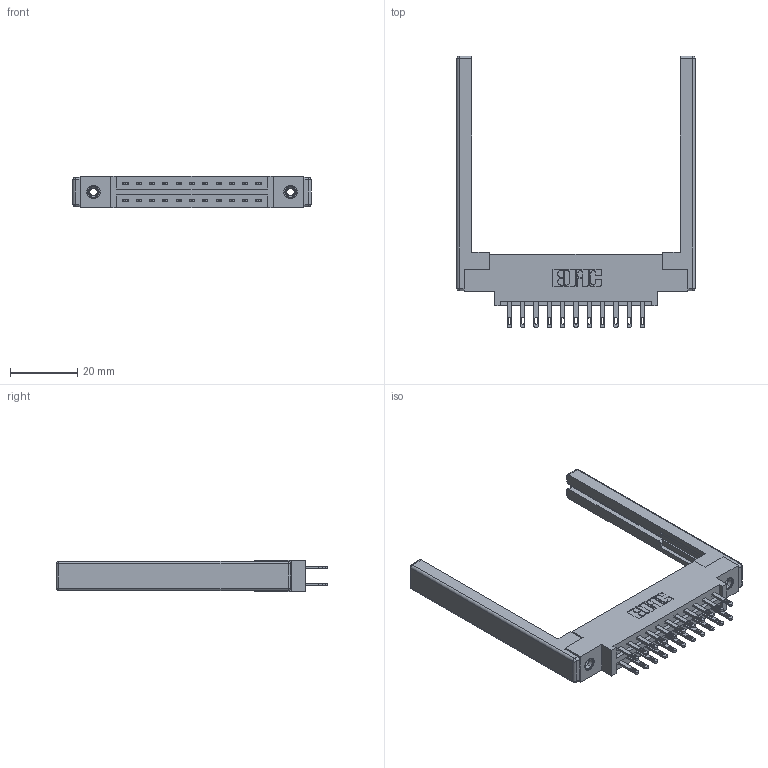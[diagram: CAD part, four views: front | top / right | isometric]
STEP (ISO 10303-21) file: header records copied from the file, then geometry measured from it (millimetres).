
FILE_DESCRIPTION (( 'STEP AP203' ), '1' );
FILE_NAME ('337-022-500-868.STEP', '2019-10-10T19:51:21', ( '' ), ( '' ), 'SwSTEP 2.0', 'SolidWorks 2016', '' );
FILE_SCHEMA (( 'CONFIG_CONTROL_DESIGN' ));
Length unit declared in the file: inch
Products named in the file (5): 307-220-068; 337 Part_0.170 Offset - 0.156 Dia-TI; 345-250-001_345-250-001-102; 337-022-500-868; 345-292-001_345-293-100
Assembly tree (27 placements, depth 2):
  337-022-500-868
    337 Part_0.170 Offset - 0.156 Dia-TI
    345-292-001_345-293-100  x22
    345-250-001_345-250-001-102  x2
    307-220-068  x2
Bounding box: 71.02 x 80.9 x 9.4 mm (x, y, z)
Volume: 11406.4 mm3; surface area: 12023.1 mm2
Topology: 27 solids, 27 shells, 1372 faces, 4079 edges, 2698 vertices
Faces by surface type: plane 866, cylinder 482, cone 12, sphere 8, torus 4
Entity records: 15360 total; most frequent: CARTESIAN_POINT 2579, ORIENTED_EDGE 2504, DIRECTION 2322, EDGE_CURVE 1252, LINE 1070, VECTOR 1070, VERTEX_POINT 826, AXIS2_PLACEMENT_3D 626
